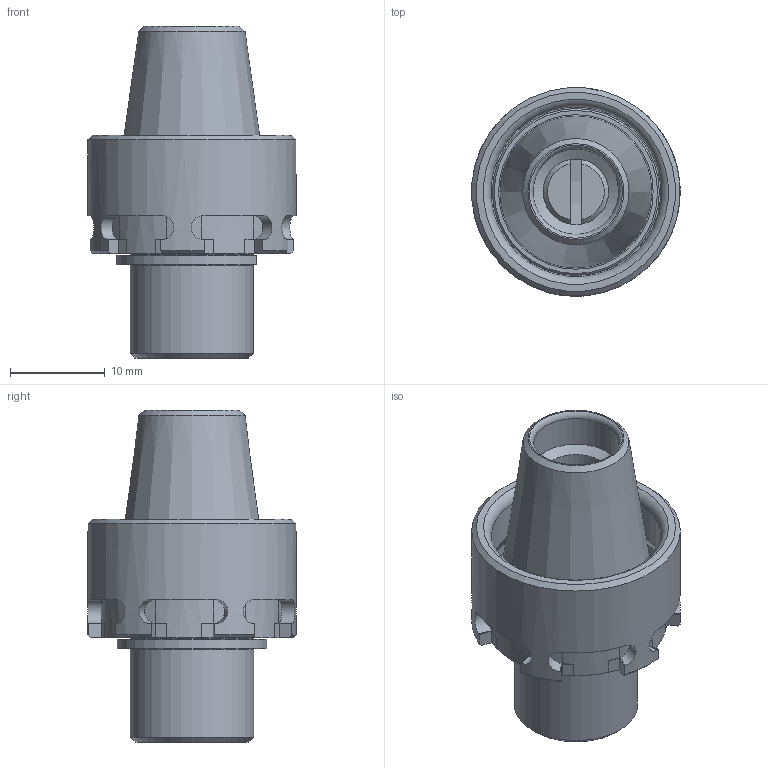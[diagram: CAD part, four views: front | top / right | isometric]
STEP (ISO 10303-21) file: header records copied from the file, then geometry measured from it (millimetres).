
FILE_DESCRIPTION(/* description */ (''),/* implementation_level */ '2;1');
FILE_NAME(/* name */ '716416110.stp',/* time_stamp */ '2021-01-27T12:44:01',/* author */ ('LRA'),/* organization */ ('REGO-FIX'),/* preprocessor_version */ ' Unknown',/* originating_system */ 'SIEMENS PLM Software Solid Edge ST10',/* authorization */ 'Unknown');
FILE_SCHEMA (('AUTOMOTIVE_DESIGN { 1 0 10303 214 2 1 1}'));
Length unit declared in the file: millimetre
Products named in the file (1): NOCUT
Bounding box: 21.97 x 22 x 35 mm (x, y, z)
Volume: 5162 mm3; surface area: 4693.7 mm2
Topology: 1 solids, 1 shells, 143 faces, 351 edges, 221 vertices
Faces by surface type: plane 76, cylinder 37, cone 24, torus 6
Full cylindrical faces by diameter (mm): 6.917 x2, 7.5 x1, 9 x1, 11.8 x1, 13 x2, 13.4 x1, 15.5 x1, 17.6 x1, 17.917 x1, 18.2 x1, 19.3 x1, 22 x1
Entity records: 5064 total; most frequent: CARTESIAN_POINT 777, DIRECTION 710, ORIENTED_EDGE 620, EDGE_CURVE 310, AXIS2_PLACEMENT_3D 277, VERTEX_POINT 212, EDGE_LOOP 186, FACE_BOUND 186
